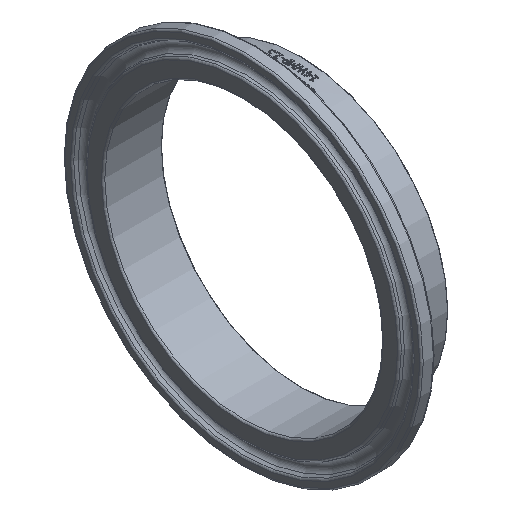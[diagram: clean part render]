
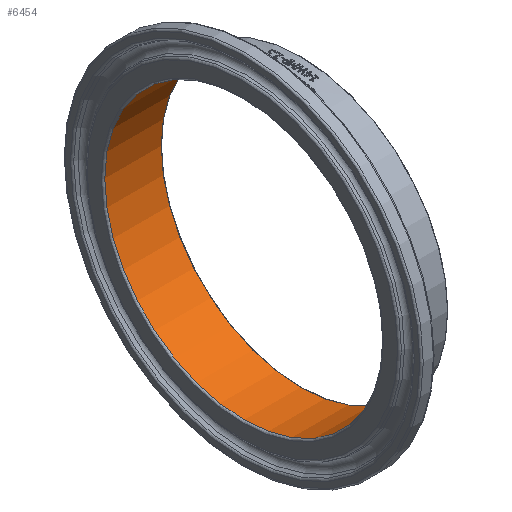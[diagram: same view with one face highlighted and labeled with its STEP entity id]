
A CAD part, isometric view. The second image highlights one B-rep face of the part: STEP entity #6454.
In plain terms, the highlighted cylindrical face has radius 30.099 mm (diameter 60.198 mm), a full revolution.
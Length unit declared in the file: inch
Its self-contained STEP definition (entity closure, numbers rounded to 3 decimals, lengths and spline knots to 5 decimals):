
#103=FACE_BOUND('',#1175,.T.);
#777=FACE_OUTER_BOUND('',#1174,.T.);
#1174=EDGE_LOOP('',(#6013));
#1175=EDGE_LOOP('',(#6014));
#1358=CIRCLE('',#6859,1.185);
#1360=CIRCLE('',#6863,1.185);
#3180=VERTEX_POINT('',#14056);
#3182=VERTEX_POINT('',#14062);
#4131=EDGE_CURVE('',#3180,#3180,#1358,.T.);
#4133=EDGE_CURVE('',#3182,#3182,#1360,.T.);
#6013=ORIENTED_EDGE('',*,*,#4133,.F.);
#6014=ORIENTED_EDGE('',*,*,#4131,.F.);
#6081=CYLINDRICAL_SURFACE('',#6862,1.185);
#6454=ADVANCED_FACE('',(#777,#103),#6081,.F.);
#6859=AXIS2_PLACEMENT_3D('',#14057,#8104,#8105);
#6862=AXIS2_PLACEMENT_3D('',#14061,#8110,#8111);
#6863=AXIS2_PLACEMENT_3D('',#14063,#8112,#8113);
#8104=DIRECTION('center_axis',(-1.,0.,0.));
#8105=DIRECTION('ref_axis',(0.,-1.,0.));
#8110=DIRECTION('center_axis',(1.,0.,0.));
#8111=DIRECTION('ref_axis',(0.,1.,0.));
#8112=DIRECTION('center_axis',(1.,0.,0.));
#8113=DIRECTION('ref_axis',(0.,-1.,0.));
#14056=CARTESIAN_POINT('',(0.495,1.185,0.));
#14057=CARTESIAN_POINT('Origin',(0.495,0.,0.));
#14061=CARTESIAN_POINT('Origin',(0.2655,0.,0.));
#14062=CARTESIAN_POINT('',(0.015,1.185,0.));
#14063=CARTESIAN_POINT('Origin',(0.015,0.,0.));
